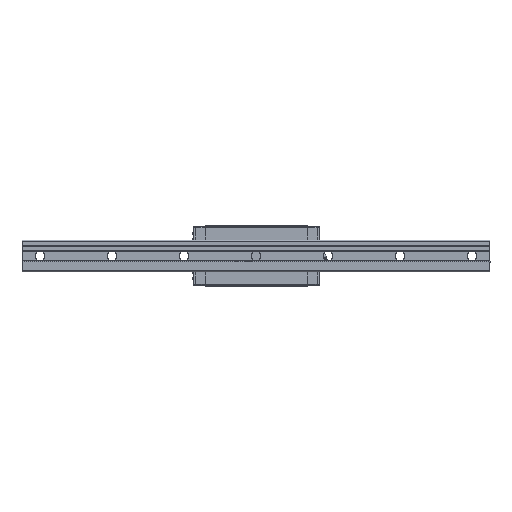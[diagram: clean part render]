
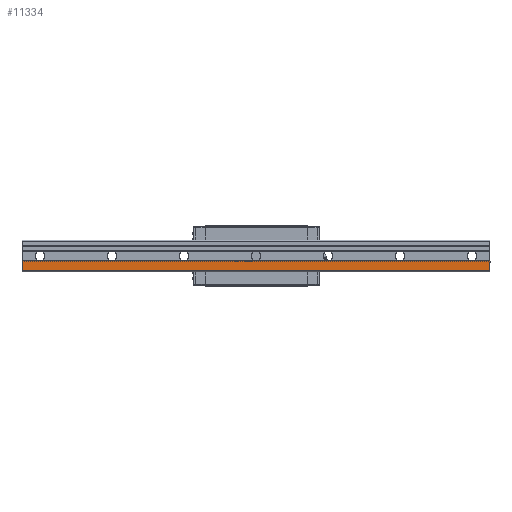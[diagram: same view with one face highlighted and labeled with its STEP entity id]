
A CAD part, left-side view. The second image highlights one B-rep face of the part: STEP entity #11334.
In plain terms, the highlighted planar face has unit normal (-1, 0, 0).
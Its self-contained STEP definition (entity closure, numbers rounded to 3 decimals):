
#448 = CARTESIAN_POINT ( 'NONE',  ( -19., 780., -7.751 ) ) ;
#747 = CARTESIAN_POINT ( 'NONE',  ( -19., 780., -24.4 ) ) ;
#814 = VECTOR ( 'NONE', #9290, 1000. ) ;
#1210 = VECTOR ( 'NONE', #7296, 1000. ) ;
#1517 = EDGE_CURVE ( 'NONE', #11160, #5776, #8565, .T. ) ;
#1662 = LINE ( 'NONE', #448, #11371 ) ;
#2261 = EDGE_CURVE ( 'NONE', #5207, #5776, #9647, .T. ) ;
#2497 = LINE ( 'NONE', #10459, #814 ) ;
#2563 = EDGE_CURVE ( 'NONE', #8627, #5207, #2497, .T. ) ;
#3068 = CARTESIAN_POINT ( 'NONE',  ( -19., 780., -8.5 ) ) ;
#3070 = CARTESIAN_POINT ( 'NONE',  ( -19., 0., -8.5 ) ) ;
#3483 = ORIENTED_EDGE ( 'NONE', *, *, #2261, .F. ) ;
#3738 = ORIENTED_EDGE ( 'NONE', *, *, #2563, .F. ) ;
#4791 = AXIS2_PLACEMENT_3D ( 'NONE', #10956, #9808, #8625 ) ;
#5207 = VERTEX_POINT ( 'NONE', #3070 ) ;
#5776 = VERTEX_POINT ( 'NONE', #9332 ) ;
#5981 = FACE_OUTER_BOUND ( 'NONE', #10486, .T. ) ;
#5995 = VECTOR ( 'NONE', #6235, 1000. ) ;
#6235 = DIRECTION ( 'NONE',  ( 0., -1., 0. ) ) ;
#7296 = DIRECTION ( 'NONE',  ( 0., 0., -1. ) ) ;
#7332 = ORIENTED_EDGE ( 'NONE', *, *, #1517, .T. ) ;
#7393 = CARTESIAN_POINT ( 'NONE',  ( -19., 780., -24.4 ) ) ;
#8463 = CARTESIAN_POINT ( 'NONE',  ( -19., 0., -7.751 ) ) ;
#8565 = LINE ( 'NONE', #7393, #5995 ) ;
#8625 = DIRECTION ( 'NONE',  ( 0., 0., -1. ) ) ;
#8627 = VERTEX_POINT ( 'NONE', #3068 ) ;
#8671 = ORIENTED_EDGE ( 'NONE', *, *, #10491, .T. ) ;
#8913 = PLANE ( 'NONE',  #4791 ) ;
#9290 = DIRECTION ( 'NONE',  ( 0., -1., 0. ) ) ;
#9332 = CARTESIAN_POINT ( 'NONE',  ( -19., 0., -24.4 ) ) ;
#9647 = LINE ( 'NONE', #8463, #1210 ) ;
#9808 = DIRECTION ( 'NONE',  ( 1., 0., 0. ) ) ;
#10459 = CARTESIAN_POINT ( 'NONE',  ( -19., 780., -8.5 ) ) ;
#10486 = EDGE_LOOP ( 'NONE', ( #3738, #8671, #7332, #3483 ) ) ;
#10491 = EDGE_CURVE ( 'NONE', #8627, #11160, #1662, .T. ) ;
#10814 = DIRECTION ( 'NONE',  ( 0., 0., -1. ) ) ;
#10956 = CARTESIAN_POINT ( 'NONE',  ( -19., 780., -24.4 ) ) ;
#11160 = VERTEX_POINT ( 'NONE', #747 ) ;
#11334 = ADVANCED_FACE ( 'NONE', ( #5981 ), #8913, .F. ) ;
#11371 = VECTOR ( 'NONE', #10814, 1000. ) ;
